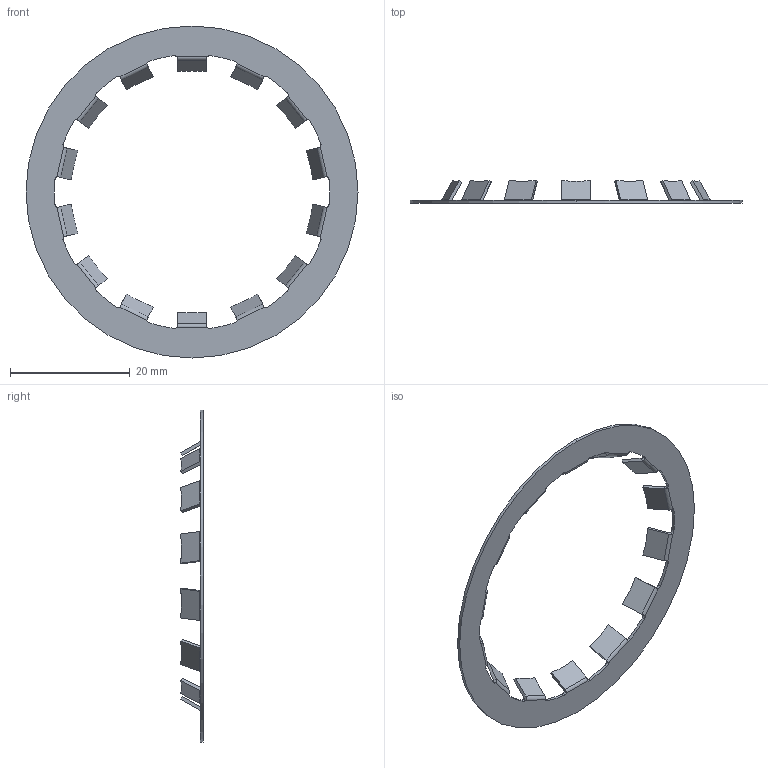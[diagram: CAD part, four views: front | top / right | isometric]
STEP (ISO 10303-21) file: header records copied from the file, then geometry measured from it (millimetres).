
FILE_DESCRIPTION (( 'STEP AP203' ), '1' );
FILE_NAME ('R216.040.000.STEP', '2015-06-09T11:43:05', ( '' ), ( '' ), 'SwSTEP 2.0', 'SolidWorks 2012', '' );
FILE_SCHEMA (( 'CONFIG_CONTROL_DESIGN' ));
Length unit declared in the file: millimetre
Products named in the file (1): R216.040.000
Bounding box: 55.5 x 3.8 x 55.5 mm (x, y, z)
Volume: 533.8 mm3; surface area: 2353.5 mm2
Topology: 1 solids, 1 shells, 179 faces, 419 edges, 242 vertices
Faces by surface type: cylinder 93, plane 86
Entity records: 5124 total; most frequent: DIRECTION 965, CARTESIAN_POINT 841, ORIENTED_EDGE 838, EDGE_CURVE 419, AXIS2_PLACEMENT_3D 366, VERTEX_POINT 242, VECTOR 233, LINE 233
